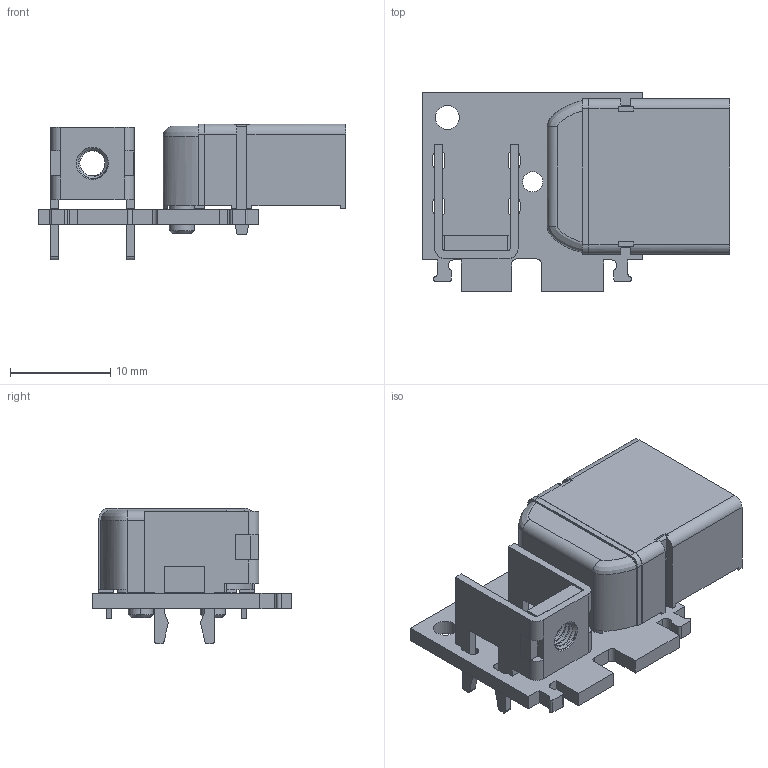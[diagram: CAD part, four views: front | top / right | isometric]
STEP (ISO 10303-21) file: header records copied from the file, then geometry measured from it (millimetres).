
FILE_DESCRIPTION(('KiCad electronic assembly'),'2;1');
FILE_NAME('XT60-Right-Angle-adapter.step','2025-09-14T15:24:24',( 'Pcbnew'),('Kicad'),'Open CASCADE STEP processor 7.9', 'KiCad to STEP converter','Unknown');
FILE_SCHEMA(('AUTOMOTIVE_DESIGN { 1 0 10303 214 1 1 1 1 }'));
Length unit declared in the file: millimetre
Products named in the file (4): XT60-Right-Angle-adapter 1; TH-4_L11.4-W8.3_TTR34083132-1140; XT60PW-M--3DModel-STEP-269445; XT60-Right-Angle-adapter_PCB
Assembly tree (3 placements, depth 2):
  XT60-Right-Angle-adapter 1
    TH-4_L11.4-W8.3_TTR34083132-1140
    XT60PW-M--3DModel-STEP-269445
    XT60-Right-Angle-adapter_PCB
Bounding box: 30.65 x 19.85 x 13.5 mm (x, y, z)
Volume: 2411.8 mm3; surface area: 3730.6 mm2
Topology: 9 solids, 9 shells, 568 faces, 1583 edges, 1046 vertices
Faces by surface type: plane 361, bspline 107, cylinder 81, torus 10, cone 9
Full cylindrical faces by diameter (mm): 2 x1, 2.4 x1, 2.7 x2
Entity records: 23247 total; most frequent: CARTESIAN_POINT 6865, ORIENTED_EDGE 3166, DIRECTION 2449, EDGE_CURVE 1583, LINE 1113, VECTOR 1113, VERTEX_POINT 1046, AXIS2_PLACEMENT_3D 668
